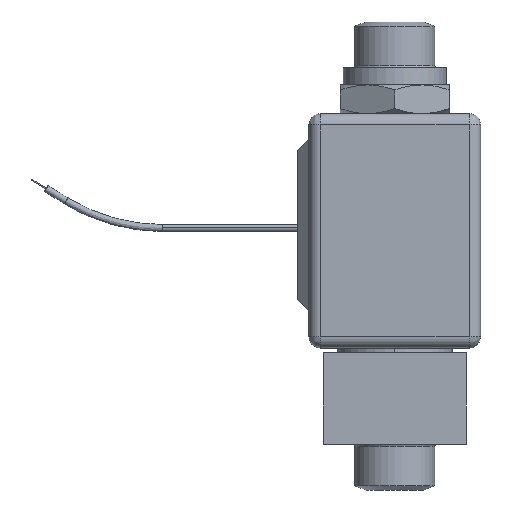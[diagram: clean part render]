
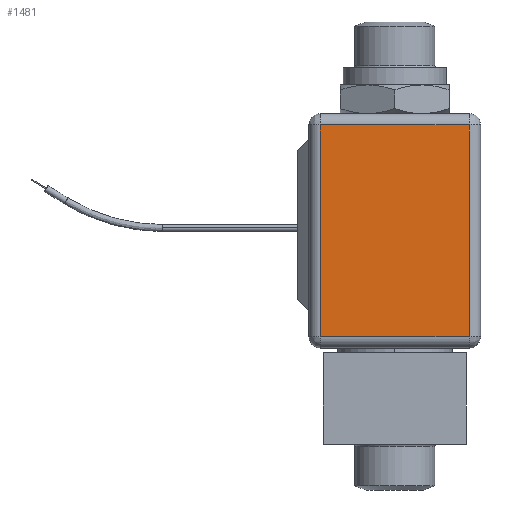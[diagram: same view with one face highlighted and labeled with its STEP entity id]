
A CAD part, front view. The second image highlights one B-rep face of the part: STEP entity #1481.
In plain terms, the highlighted planar face has unit normal (0, 1, 0).
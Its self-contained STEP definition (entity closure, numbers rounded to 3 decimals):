
#71 = CARTESIAN_POINT ( 'NONE',  ( 0., -15.75, 2.8 ) ) ;
#212 = EDGE_CURVE ( 'NONE', #5745, #5095, #6193, .T. ) ;
#307 = CARTESIAN_POINT ( 'NONE',  ( 13., -15.75, 2.8 ) ) ;
#317 = CARTESIAN_POINT ( 'NONE',  ( -13., -15.75, 39.8 ) ) ;
#447 = DIRECTION ( 'NONE',  ( 0., 0., 1. ) ) ;
#561 = VERTEX_POINT ( 'NONE', #317 ) ;
#1048 = ORIENTED_EDGE ( 'NONE', *, *, #5428, .T. ) ;
#1072 = VECTOR ( 'NONE', #447, 1000. ) ;
#1254 = EDGE_CURVE ( 'NONE', #3445, #561, #2476, .T. ) ;
#1305 = FACE_OUTER_BOUND ( 'NONE', #4327, .T. ) ;
#1472 = CARTESIAN_POINT ( 'NONE',  ( 13., -15.75, 31.55 ) ) ;
#1481 = ADVANCED_FACE ( 'NONE', ( #1305 ), #3794, .T. ) ;
#1647 = LINE ( 'NONE', #71, #3050 ) ;
#1812 = DIRECTION ( 'NONE',  ( 1., 0., 0. ) ) ;
#2322 = EDGE_CURVE ( 'NONE', #561, #5745, #4135, .T. ) ;
#2476 = LINE ( 'NONE', #3022, #1072 ) ;
#2506 = DIRECTION ( 'NONE',  ( 0., 0., -1. ) ) ;
#2767 = DIRECTION ( 'NONE',  ( 0., 0., 1. ) ) ;
#2992 = ORIENTED_EDGE ( 'NONE', *, *, #212, .T. ) ;
#3022 = CARTESIAN_POINT ( 'NONE',  ( -13., -15.75, 21.3 ) ) ;
#3050 = VECTOR ( 'NONE', #3252, 1000. ) ;
#3177 = CARTESIAN_POINT ( 'NONE',  ( -13., -15.75, 2.8 ) ) ;
#3186 = ORIENTED_EDGE ( 'NONE', *, *, #1254, .T. ) ;
#3252 = DIRECTION ( 'NONE',  ( -1., 0., 0. ) ) ;
#3445 = VERTEX_POINT ( 'NONE', #3177 ) ;
#3794 = PLANE ( 'NONE',  #6688 ) ;
#4135 = LINE ( 'NONE', #6016, #4521 ) ;
#4324 = CARTESIAN_POINT ( 'NONE',  ( 13., -15.75, 39.8 ) ) ;
#4327 = EDGE_LOOP ( 'NONE', ( #3186, #4336, #2992, #1048 ) ) ;
#4336 = ORIENTED_EDGE ( 'NONE', *, *, #2322, .T. ) ;
#4521 = VECTOR ( 'NONE', #1812, 1000. ) ;
#4831 = CARTESIAN_POINT ( 'NONE',  ( 0., -15.75, 21.3 ) ) ;
#5095 = VERTEX_POINT ( 'NONE', #307 ) ;
#5428 = EDGE_CURVE ( 'NONE', #5095, #3445, #1647, .T. ) ;
#5745 = VERTEX_POINT ( 'NONE', #4324 ) ;
#5916 = DIRECTION ( 'NONE',  ( 0., 1., 0. ) ) ;
#6016 = CARTESIAN_POINT ( 'NONE',  ( 0., -15.75, 39.8 ) ) ;
#6019 = VECTOR ( 'NONE', #2506, 1000. ) ;
#6193 = LINE ( 'NONE', #1472, #6019 ) ;
#6688 = AXIS2_PLACEMENT_3D ( 'NONE', #4831, #5916, #2767 ) ;
